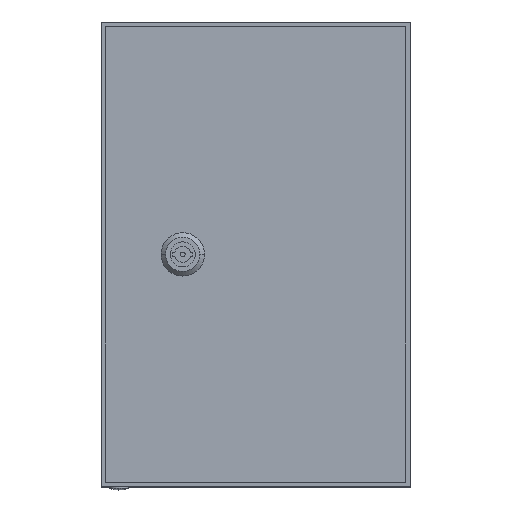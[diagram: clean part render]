
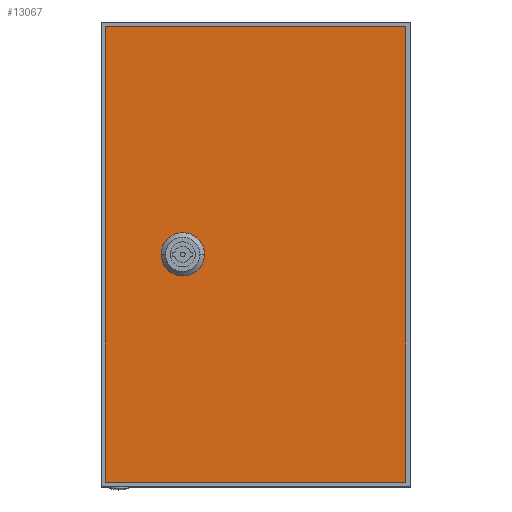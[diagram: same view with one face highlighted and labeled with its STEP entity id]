
A CAD part, top view. The second image highlights one B-rep face of the part: STEP entity #13067.
In plain terms, the highlighted planar face has unit normal (0, 0, 1).
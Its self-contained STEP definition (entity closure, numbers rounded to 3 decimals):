
#1005 = EDGE_CURVE ( 'NONE', #34641, #1587, #18354, .T. ) ;
#1587 = VERTEX_POINT ( 'NONE', #14152 ) ;
#3264 = EDGE_CURVE ( 'NONE', #43242, #4795, #26093, .T. ) ;
#3364 = FACE_OUTER_BOUND ( 'NONE', #12984, .T. ) ;
#3447 = CARTESIAN_POINT ( 'NONE',  ( 196.72, 297., 16.85 ) ) ;
#3514 = VECTOR ( 'NONE', #8666, 1000. ) ;
#4795 = VERTEX_POINT ( 'NONE', #44141 ) ;
#8666 = DIRECTION ( 'NONE',  ( 0., -1., 0. ) ) ;
#8722 = DIRECTION ( 'NONE',  ( -1., 0., 0. ) ) ;
#9496 = LINE ( 'NONE', #37447, #30324 ) ;
#9706 = DIRECTION ( 'NONE',  ( -1., 0., 0. ) ) ;
#12584 = CARTESIAN_POINT ( 'NONE',  ( 2.72, 297., 16.85 ) ) ;
#12861 = DIRECTION ( 'NONE',  ( 0., 0., -1. ) ) ;
#12984 = EDGE_LOOP ( 'NONE', ( #13935, #21504, #29045, #34877 ) ) ;
#13067 = ADVANCED_FACE ( 'NONE', ( #18043, #3364 ), #28345, .T. ) ;
#13197 = AXIS2_PLACEMENT_3D ( 'NONE', #41928, #42161, #32002 ) ;
#13935 = ORIENTED_EDGE ( 'NONE', *, *, #3264, .T. ) ;
#14152 = CARTESIAN_POINT ( 'NONE',  ( 38.72, 150., 16.85 ) ) ;
#15850 = CARTESIAN_POINT ( 'NONE',  ( 52.72, 150., 16.85 ) ) ;
#17664 = EDGE_CURVE ( 'NONE', #1587, #34641, #26040, .T. ) ;
#18043 = FACE_BOUND ( 'NONE', #23211, .T. ) ;
#18354 = CIRCLE ( 'NONE', #44844, 14. ) ;
#18534 = CARTESIAN_POINT ( 'NONE',  ( 66.72, 150., 16.85 ) ) ;
#18736 = CARTESIAN_POINT ( 'NONE',  ( 196.72, 297., 16.85 ) ) ;
#19792 = ORIENTED_EDGE ( 'NONE', *, *, #1005, .T. ) ;
#20039 = DIRECTION ( 'NONE',  ( 1., 0., 0. ) ) ;
#20978 = VERTEX_POINT ( 'NONE', #3447 ) ;
#21504 = ORIENTED_EDGE ( 'NONE', *, *, #28464, .T. ) ;
#21920 = EDGE_CURVE ( 'NONE', #20978, #43242, #41835, .T. ) ;
#22192 = LINE ( 'NONE', #18736, #32226 ) ;
#23211 = EDGE_LOOP ( 'NONE', ( #26646, #19792 ) ) ;
#24755 = CARTESIAN_POINT ( 'NONE',  ( 52.72, 150., 16.85 ) ) ;
#25197 = DIRECTION ( 'NONE',  ( -1., 0., 0. ) ) ;
#26040 = CIRCLE ( 'NONE', #37727, 14. ) ;
#26093 = LINE ( 'NONE', #12584, #3514 ) ;
#26646 = ORIENTED_EDGE ( 'NONE', *, *, #17664, .T. ) ;
#27632 = VECTOR ( 'NONE', #9706, 1000. ) ;
#28345 = PLANE ( 'NONE',  #13197 ) ;
#28464 = EDGE_CURVE ( 'NONE', #4795, #31930, #9496, .T. ) ;
#29045 = ORIENTED_EDGE ( 'NONE', *, *, #39581, .T. ) ;
#30324 = VECTOR ( 'NONE', #20039, 1000. ) ;
#31930 = VERTEX_POINT ( 'NONE', #32057 ) ;
#32002 = DIRECTION ( 'NONE',  ( 1., 0., 0. ) ) ;
#32057 = CARTESIAN_POINT ( 'NONE',  ( 196.72, 3., 16.85 ) ) ;
#32226 = VECTOR ( 'NONE', #32721, 1000. ) ;
#32721 = DIRECTION ( 'NONE',  ( 0., 1., 0. ) ) ;
#34641 = VERTEX_POINT ( 'NONE', #18534 ) ;
#34877 = ORIENTED_EDGE ( 'NONE', *, *, #21920, .T. ) ;
#37447 = CARTESIAN_POINT ( 'NONE',  ( 2.72, 3., 16.85 ) ) ;
#37727 = AXIS2_PLACEMENT_3D ( 'NONE', #24755, #38753, #25197 ) ;
#38753 = DIRECTION ( 'NONE',  ( 0., 0., -1. ) ) ;
#39581 = EDGE_CURVE ( 'NONE', #31930, #20978, #22192, .T. ) ;
#41835 = LINE ( 'NONE', #45058, #27632 ) ;
#41928 = CARTESIAN_POINT ( 'NONE',  ( 0., 0., 16.85 ) ) ;
#42161 = DIRECTION ( 'NONE',  ( 0., 0., 1. ) ) ;
#42696 = CARTESIAN_POINT ( 'NONE',  ( 2.72, 297., 16.85 ) ) ;
#43242 = VERTEX_POINT ( 'NONE', #42696 ) ;
#44141 = CARTESIAN_POINT ( 'NONE',  ( 2.72, 3., 16.85 ) ) ;
#44844 = AXIS2_PLACEMENT_3D ( 'NONE', #15850, #12861, #8722 ) ;
#45058 = CARTESIAN_POINT ( 'NONE',  ( 2.72, 297., 16.85 ) ) ;
